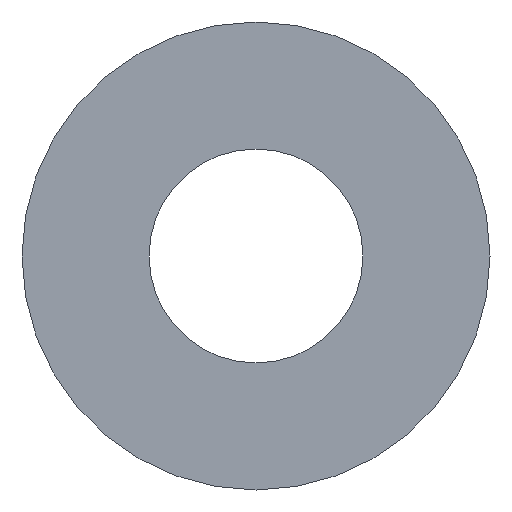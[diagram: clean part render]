
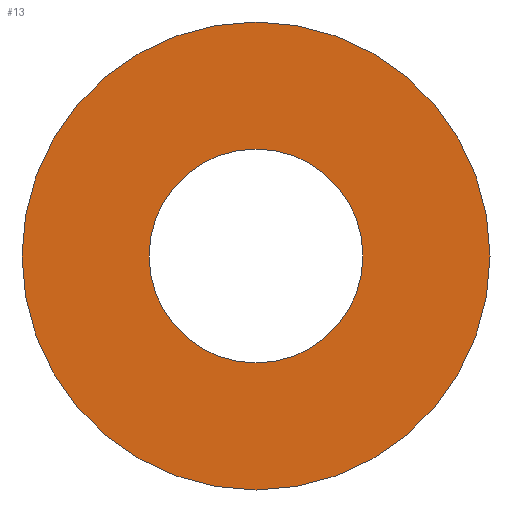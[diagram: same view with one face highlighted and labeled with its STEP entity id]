
A CAD part, front view. The second image highlights one B-rep face of the part: STEP entity #13.
In plain terms, the highlighted planar face has unit normal (0, -1, 0).
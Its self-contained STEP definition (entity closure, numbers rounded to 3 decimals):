
#6 = CARTESIAN_POINT ( 'NONE',  ( 0., 0., 0. ) ) ;
#13 = ADVANCED_FACE ( 'NONE', ( #115, #38 ), #104, .T. ) ;
#23 = ORIENTED_EDGE ( 'NONE', *, *, #204, .T. ) ;
#27 = ORIENTED_EDGE ( 'NONE', *, *, #46, .T. ) ;
#38 = FACE_BOUND ( 'NONE', #188, .T. ) ;
#39 = CIRCLE ( 'NONE', #117, 7. ) ;
#46 = EDGE_CURVE ( 'NONE', #66, #226, #39, .T. ) ;
#49 = VERTEX_POINT ( 'NONE', #249 ) ;
#52 = DIRECTION ( 'NONE',  ( 0., 0., -1. ) ) ;
#63 = DIRECTION ( 'NONE',  ( 0., -1., 0. ) ) ;
#66 = VERTEX_POINT ( 'NONE', #231 ) ;
#73 = DIRECTION ( 'NONE',  ( 0., 0., -1. ) ) ;
#81 = AXIS2_PLACEMENT_3D ( 'NONE', #113, #63, #124 ) ;
#97 = AXIS2_PLACEMENT_3D ( 'NONE', #120, #239, #73 ) ;
#104 = PLANE ( 'NONE',  #81 ) ;
#113 = CARTESIAN_POINT ( 'NONE',  ( 3.2, 0., 0. ) ) ;
#115 = FACE_OUTER_BOUND ( 'NONE', #213, .T. ) ;
#117 = AXIS2_PLACEMENT_3D ( 'NONE', #6, #118, #52 ) ;
#118 = DIRECTION ( 'NONE',  ( 0., -1., 0. ) ) ;
#120 = CARTESIAN_POINT ( 'NONE',  ( 0., 0., 0. ) ) ;
#124 = DIRECTION ( 'NONE',  ( 0., 0., -1. ) ) ;
#134 = DIRECTION ( 'NONE',  ( 0., 0., -1. ) ) ;
#148 = DIRECTION ( 'NONE',  ( 0., -1., 0. ) ) ;
#150 = EDGE_CURVE ( 'NONE', #49, #166, #229, .T. ) ;
#162 = CARTESIAN_POINT ( 'NONE',  ( 0., 0., 3.2 ) ) ;
#166 = VERTEX_POINT ( 'NONE', #162 ) ;
#169 = EDGE_CURVE ( 'NONE', #166, #49, #201, .T. ) ;
#170 = CARTESIAN_POINT ( 'NONE',  ( 0., 0., 0. ) ) ;
#173 = CARTESIAN_POINT ( 'NONE',  ( 0., 0., -7. ) ) ;
#174 = ORIENTED_EDGE ( 'NONE', *, *, #169, .F. ) ;
#179 = ORIENTED_EDGE ( 'NONE', *, *, #150, .F. ) ;
#182 = DIRECTION ( 'NONE',  ( 0., 0., -1. ) ) ;
#184 = DIRECTION ( 'NONE',  ( 0., -1., 0. ) ) ;
#188 = EDGE_LOOP ( 'NONE', ( #179, #174 ) ) ;
#192 = CIRCLE ( 'NONE', #248, 7. ) ;
#201 = CIRCLE ( 'NONE', #97, 3.2 ) ;
#204 = EDGE_CURVE ( 'NONE', #226, #66, #192, .T. ) ;
#213 = EDGE_LOOP ( 'NONE', ( #23, #27 ) ) ;
#223 = CARTESIAN_POINT ( 'NONE',  ( 0., 0., 0. ) ) ;
#226 = VERTEX_POINT ( 'NONE', #173 ) ;
#229 = CIRCLE ( 'NONE', #246, 3.2 ) ;
#231 = CARTESIAN_POINT ( 'NONE',  ( 0., 0., 7. ) ) ;
#239 = DIRECTION ( 'NONE',  ( 0., -1., 0. ) ) ;
#246 = AXIS2_PLACEMENT_3D ( 'NONE', #170, #184, #182 ) ;
#248 = AXIS2_PLACEMENT_3D ( 'NONE', #223, #148, #134 ) ;
#249 = CARTESIAN_POINT ( 'NONE',  ( 0., 0., -3.2 ) ) ;
